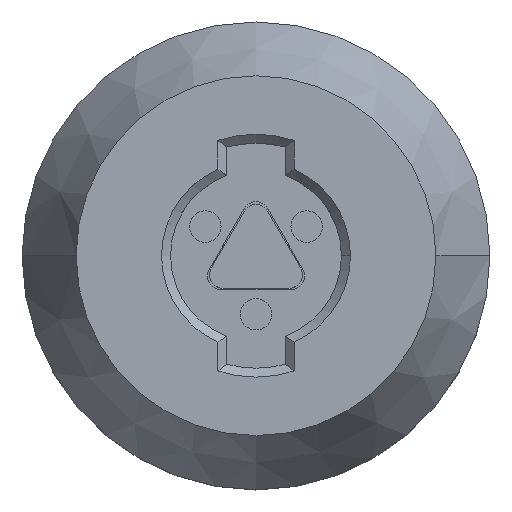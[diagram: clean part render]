
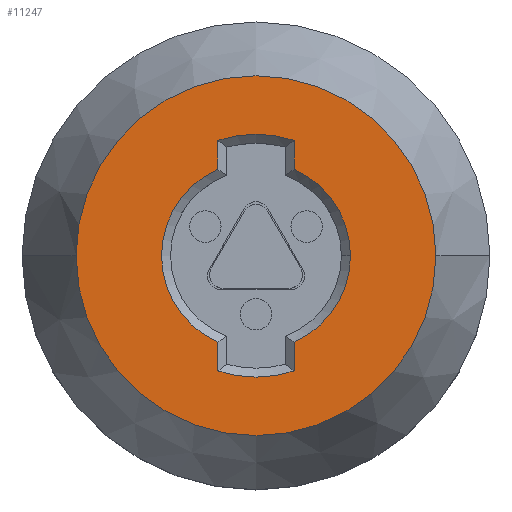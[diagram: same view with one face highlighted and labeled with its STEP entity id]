
A CAD part, top view. The second image highlights one B-rep face of the part: STEP entity #11247.
In plain terms, the highlighted planar face has unit normal (0, 0, 1).
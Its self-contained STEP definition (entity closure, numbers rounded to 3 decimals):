
#69 = CIRCLE ( 'NONE', #3011, 10.5 ) ;
#226 = CARTESIAN_POINT ( 'NONE',  ( -4.25, -12.814, 0. ) ) ;
#229 = CIRCLE ( 'NONE', #9361, 13.5 ) ;
#255 = VERTEX_POINT ( 'NONE', #5172 ) ;
#444 = DIRECTION ( 'NONE',  ( 0., 0., -1. ) ) ;
#446 = CARTESIAN_POINT ( 'NONE',  ( 0., 0., 0. ) ) ;
#543 = AXIS2_PLACEMENT_3D ( 'NONE', #856, #8681, #6161 ) ;
#554 = AXIS2_PLACEMENT_3D ( 'NONE', #6680, #9455, #3301 ) ;
#569 = DIRECTION ( 'NONE',  ( 0., 1., 0. ) ) ;
#856 = CARTESIAN_POINT ( 'NONE',  ( 0., 0., 0. ) ) ;
#897 = DIRECTION ( 'NONE',  ( 0., -1., 0. ) ) ;
#909 = ORIENTED_EDGE ( 'NONE', *, *, #7978, .T. ) ;
#1040 = CARTESIAN_POINT ( 'NONE',  ( 4.25, 0., 0. ) ) ;
#1152 = CARTESIAN_POINT ( 'NONE',  ( 0., 0., 0. ) ) ;
#1307 = DIRECTION ( 'NONE',  ( -1., 0., 0. ) ) ;
#1416 = DIRECTION ( 'NONE',  ( 0., 0., -1. ) ) ;
#1578 = DIRECTION ( 'NONE',  ( 0., 0., -1. ) ) ;
#1613 = ORIENTED_EDGE ( 'NONE', *, *, #4823, .T. ) ;
#1743 = VERTEX_POINT ( 'NONE', #2903 ) ;
#1904 = DIRECTION ( 'NONE',  ( -1., 0., 0. ) ) ;
#1964 = CIRCLE ( 'NONE', #543, 20. ) ;
#1998 = AXIS2_PLACEMENT_3D ( 'NONE', #6480, #8340, #5771 ) ;
#2064 = EDGE_CURVE ( 'NONE', #11053, #9782, #6285, .T. ) ;
#2368 = LINE ( 'NONE', #7343, #8701 ) ;
#2901 = ORIENTED_EDGE ( 'NONE', *, *, #5411, .T. ) ;
#2903 = CARTESIAN_POINT ( 'NONE',  ( -4.25, 9.601, 0. ) ) ;
#2951 = AXIS2_PLACEMENT_3D ( 'NONE', #9322, #1416, #7616 ) ;
#3011 = AXIS2_PLACEMENT_3D ( 'NONE', #446, #5809, #1307 ) ;
#3015 = CARTESIAN_POINT ( 'NONE',  ( 20., 0., 0. ) ) ;
#3173 = VECTOR ( 'NONE', #897, 1000. ) ;
#3282 = VERTEX_POINT ( 'NONE', #5197 ) ;
#3301 = DIRECTION ( 'NONE',  ( 1., 0., 0. ) ) ;
#3396 = ORIENTED_EDGE ( 'NONE', *, *, #5788, .T. ) ;
#4020 = CARTESIAN_POINT ( 'NONE',  ( 4.25, 9.601, 0. ) ) ;
#4028 = ORIENTED_EDGE ( 'NONE', *, *, #4047, .T. ) ;
#4036 = LINE ( 'NONE', #6614, #10093 ) ;
#4047 = EDGE_CURVE ( 'NONE', #4503, #6677, #2368, .T. ) ;
#4503 = VERTEX_POINT ( 'NONE', #226 ) ;
#4515 = ORIENTED_EDGE ( 'NONE', *, *, #11139, .T. ) ;
#4649 = DIRECTION ( 'NONE',  ( 0., 0., -1. ) ) ;
#4785 = FACE_BOUND ( 'NONE', #7496, .T. ) ;
#4823 = EDGE_CURVE ( 'NONE', #3282, #255, #69, .T. ) ;
#4999 = EDGE_LOOP ( 'NONE', ( #3396, #6729 ) ) ;
#5022 = CIRCLE ( 'NONE', #7879, 10.5 ) ;
#5172 = CARTESIAN_POINT ( 'NONE',  ( 4.25, -9.601, 0. ) ) ;
#5197 = CARTESIAN_POINT ( 'NONE',  ( 10.5, 0., 0. ) ) ;
#5232 = AXIS2_PLACEMENT_3D ( 'NONE', #5531, #4649, #1904 ) ;
#5299 = ORIENTED_EDGE ( 'NONE', *, *, #9148, .T. ) ;
#5411 = EDGE_CURVE ( 'NONE', #255, #8153, #9091, .T. ) ;
#5531 = CARTESIAN_POINT ( 'NONE',  ( 0., 0., 0. ) ) ;
#5771 = DIRECTION ( 'NONE',  ( -1., 0., 0. ) ) ;
#5788 = EDGE_CURVE ( 'NONE', #11270, #11009, #11171, .T. ) ;
#5809 = DIRECTION ( 'NONE',  ( 0., 0., -1. ) ) ;
#5963 = CARTESIAN_POINT ( 'NONE',  ( 0., 0., 0. ) ) ;
#5982 = CARTESIAN_POINT ( 'NONE',  ( -4.25, 12.814, 0. ) ) ;
#6161 = DIRECTION ( 'NONE',  ( 1., 0., 0. ) ) ;
#6285 = LINE ( 'NONE', #7980, #6972 ) ;
#6480 = CARTESIAN_POINT ( 'NONE',  ( 0., 0., 0. ) ) ;
#6577 = FACE_OUTER_BOUND ( 'NONE', #4999, .T. ) ;
#6614 = CARTESIAN_POINT ( 'NONE',  ( -4.25, 0., 0. ) ) ;
#6677 = VERTEX_POINT ( 'NONE', #7581 ) ;
#6680 = CARTESIAN_POINT ( 'NONE',  ( 0., 0., 0. ) ) ;
#6721 = CIRCLE ( 'NONE', #5232, 13.5 ) ;
#6729 = ORIENTED_EDGE ( 'NONE', *, *, #10714, .T. ) ;
#6754 = DIRECTION ( 'NONE',  ( -1., 0., 0. ) ) ;
#6780 = CARTESIAN_POINT ( 'NONE',  ( -20., 0., 0. ) ) ;
#6954 = EDGE_CURVE ( 'NONE', #8232, #11053, #229, .T. ) ;
#6972 = VECTOR ( 'NONE', #7043, 1000. ) ;
#7043 = DIRECTION ( 'NONE',  ( 0., -1., 0. ) ) ;
#7343 = CARTESIAN_POINT ( 'NONE',  ( -4.25, 0., 0. ) ) ;
#7496 = EDGE_LOOP ( 'NONE', ( #909, #4028, #5299, #11037, #10120, #8485, #4515, #1613, #2901 ) ) ;
#7581 = CARTESIAN_POINT ( 'NONE',  ( -4.25, -9.601, 0. ) ) ;
#7616 = DIRECTION ( 'NONE',  ( -1., 0., 0. ) ) ;
#7879 = AXIS2_PLACEMENT_3D ( 'NONE', #1152, #444, #6754 ) ;
#7978 = EDGE_CURVE ( 'NONE', #8153, #4503, #6721, .T. ) ;
#7980 = CARTESIAN_POINT ( 'NONE',  ( 4.25, 0., 0. ) ) ;
#8153 = VERTEX_POINT ( 'NONE', #8697 ) ;
#8232 = VERTEX_POINT ( 'NONE', #5982 ) ;
#8340 = DIRECTION ( 'NONE',  ( 0., 0., -1. ) ) ;
#8485 = ORIENTED_EDGE ( 'NONE', *, *, #2064, .T. ) ;
#8681 = DIRECTION ( 'NONE',  ( 0., 0., 1. ) ) ;
#8697 = CARTESIAN_POINT ( 'NONE',  ( 4.25, -12.814, 0. ) ) ;
#8701 = VECTOR ( 'NONE', #10909, 1000. ) ;
#9091 = LINE ( 'NONE', #1040, #3173 ) ;
#9148 = EDGE_CURVE ( 'NONE', #6677, #1743, #5022, .T. ) ;
#9169 = CIRCLE ( 'NONE', #1998, 10.5 ) ;
#9322 = CARTESIAN_POINT ( 'NONE',  ( 0., 0., 0. ) ) ;
#9361 = AXIS2_PLACEMENT_3D ( 'NONE', #5963, #1578, #10450 ) ;
#9455 = DIRECTION ( 'NONE',  ( 0., 0., 1. ) ) ;
#9782 = VERTEX_POINT ( 'NONE', #4020 ) ;
#9825 = EDGE_CURVE ( 'NONE', #1743, #8232, #4036, .T. ) ;
#10093 = VECTOR ( 'NONE', #569, 1000. ) ;
#10120 = ORIENTED_EDGE ( 'NONE', *, *, #6954, .T. ) ;
#10450 = DIRECTION ( 'NONE',  ( -1., 0., 0. ) ) ;
#10714 = EDGE_CURVE ( 'NONE', #11009, #11270, #1964, .T. ) ;
#10896 = CARTESIAN_POINT ( 'NONE',  ( 4.25, 12.814, 0. ) ) ;
#10909 = DIRECTION ( 'NONE',  ( 0., 1., 0. ) ) ;
#11009 = VERTEX_POINT ( 'NONE', #3015 ) ;
#11037 = ORIENTED_EDGE ( 'NONE', *, *, #9825, .T. ) ;
#11053 = VERTEX_POINT ( 'NONE', #10896 ) ;
#11139 = EDGE_CURVE ( 'NONE', #9782, #3282, #9169, .T. ) ;
#11153 = PLANE ( 'NONE',  #2951 ) ;
#11171 = CIRCLE ( 'NONE', #554, 20. ) ;
#11247 = ADVANCED_FACE ( 'NONE', ( #4785, #6577 ), #11153, .F. ) ;
#11270 = VERTEX_POINT ( 'NONE', #6780 ) ;
